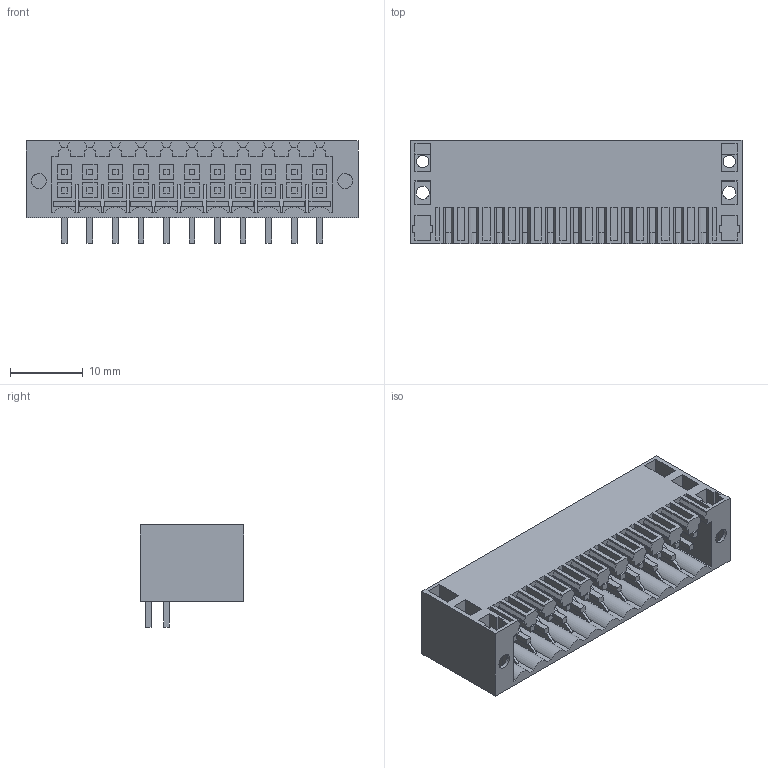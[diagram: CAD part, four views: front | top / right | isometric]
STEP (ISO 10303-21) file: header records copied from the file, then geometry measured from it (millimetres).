
FILE_DESCRIPTION(('CATIA V5 STEP Exchange','CAx-IF Rec.Pracs.--- Model Styling and Organization---1.4--- 2014-01-23'),'2;1');
FILE_NAME ('D1455095_0_1728550000_1728550000.stp','2020-09-23T14:16:34+00:00',('none'),('Weidmueller'),'CATIA Version 5-6 Release 2016 SP3 HF44','CATIA V5 STEP AP214','none');
FILE_SCHEMA(('AUTOMOTIVE_DESIGN { 1 0 10303 214 1 1 1 1 }'));
Length unit declared in the file: millimetre
Products named in the file (1): 1728550000
Bounding box: 45.5 x 14.2 x 14 mm (x, y, z)
Volume: 3206.8 mm3; surface area: 6941 mm2
Topology: 1 solids, 1 shells, 1106 faces, 3249 edges, 2220 vertices
Faces by surface type: plane 1068, cylinder 38
Entity records: 34830 total; most frequent: ORIENTED_EDGE 6498, CARTESIAN_POINT 6149, DIRECTION 4522, EDGE_CURVE 3249, VECTOR 3151, LINE 3151, VERTEX_POINT 2220, EDGE_LOOP 1197
